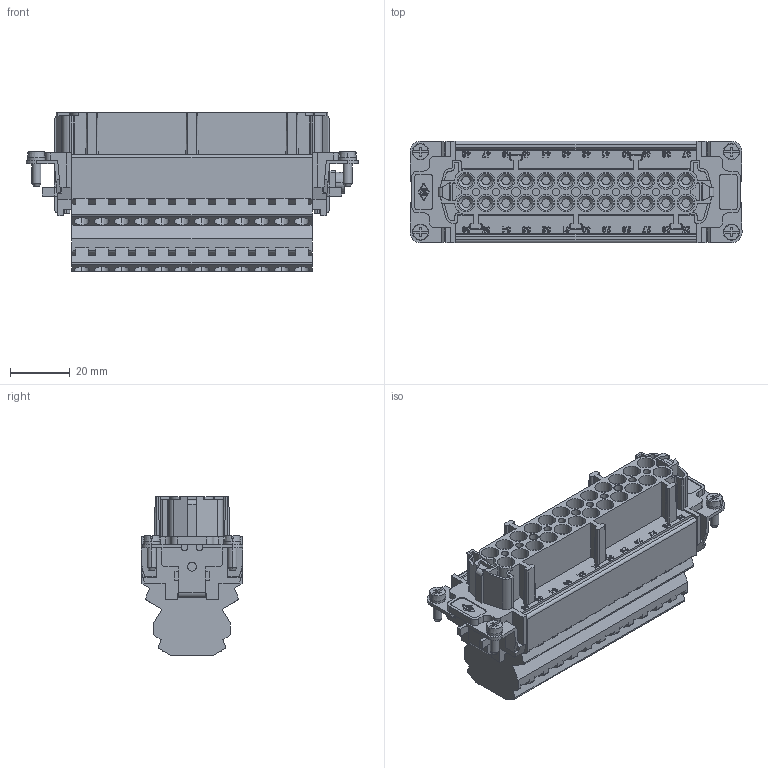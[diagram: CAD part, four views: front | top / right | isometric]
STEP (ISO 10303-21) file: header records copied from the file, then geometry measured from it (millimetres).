
FILE_DESCRIPTION(('Creo Elements/Direct Modeling STEP Export'),'2;1');
FILE_NAME('0lndrr043nk6iuv3508','2016-07-15T 8:26:24',(''),(''),'PTC Creo Elements/Direct Modeling STEP processor for AP214 (Solid Model)','PTC Creo Elements/Direct Modeling 19.0B 21-Mar-2015 (C) Parametric Technology GmbH','');
FILE_SCHEMA(('AUTOMOTIVE_DESIGN { 1 0 10303 214 1 1 1 1 }'));
Products named in the file (4): CORPO; PIAST_1; PIAST_2; CSSF_24_N
Assembly tree (3 placements, depth 2):
  CSSF_24_N
    PIAST_2
    PIAST_1
    CORPO
Bounding box: 111.2 x 34 x 53.2 mm (x, y, z)
Volume: 101502.7 mm3; surface area: 42222.9 mm2
Topology: 3 solids, 3 shells, 1701 faces, 8757 edges, 7281 vertices
Faces by surface type: plane 1137, cylinder 404, cone 160
Entity records: 119453 total; most frequent: CARTESIAN_POINT 35730, ORIENTED_EDGE 17514, DIRECTION 11595, EDGE_CURVE 8757, VECTOR 7423, LINE 7423, VERTEX_POINT 7281, AXIS2_PLACEMENT_3D 2086
